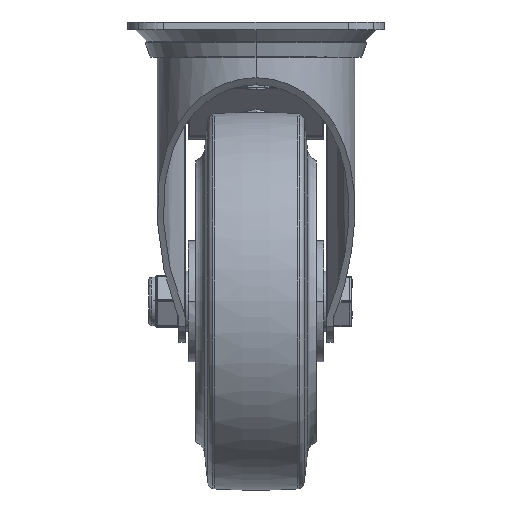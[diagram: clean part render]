
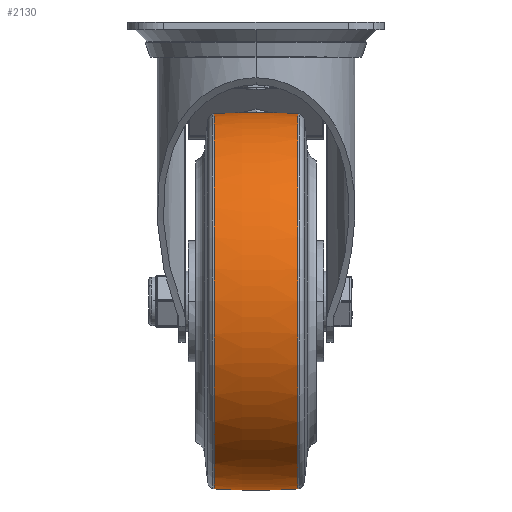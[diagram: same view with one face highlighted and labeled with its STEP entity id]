
A CAD part, left-side view. The second image highlights one B-rep face of the part: STEP entity #2130.
In plain terms, the highlighted toroidal (fillet/blend) face has major radius 178 mm and minor radius 240.5 mm.
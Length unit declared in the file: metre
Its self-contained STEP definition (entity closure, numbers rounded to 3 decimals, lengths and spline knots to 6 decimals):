
#2130=ADVANCED_FACE('67:3390',(#4057),#4058,.T.);
#4057=FACE_OUTER_BOUND('',#8135,.T.);
#4058=TOROIDAL_SURFACE('',#8136,-0.178,0.2405);
#8135=EDGE_LOOP('',(#18201,#18202,#18203,#18204));
#8136=AXIS2_PLACEMENT_3D('',#18205,#18206,#18207);
#18201=ORIENTED_EDGE('',*,*,#26295,.T.);
#18202=ORIENTED_EDGE('',*,*,#26316,.F.);
#18203=ORIENTED_EDGE('',*,*,#26297,.T.);
#18204=ORIENTED_EDGE('',*,*,#26315,.T.);
#18205=CARTESIAN_POINT('',(0.,0.,0.0));
#18206=DIRECTION('',(0.,-1.0,0.));
#18207=DIRECTION('',(0.0,0.,-1.0));
#26295=EDGE_CURVE('',#30408,#30403,#30409,.T.);
#26297=EDGE_CURVE('',#30405,#30410,#30412,.T.);
#26315=EDGE_CURVE('67:3426',#30410,#30408,#30438,.T.);
#26316=EDGE_CURVE('67:3429',#30405,#30403,#30439,.T.);
#30403=VERTEX_POINT('',#37177);
#30405=VERTEX_POINT('',#37179);
#30408=VERTEX_POINT('',#37182);
#30409=CIRCLE('',#37183,0.2405);
#30410=VERTEX_POINT('',#37184);
#30412=CIRCLE('',#37186,0.2405);
#30438=CIRCLE('',#37214,0.062104);
#30439=CIRCLE('',#37215,0.062104);
#37177=CARTESIAN_POINT('',(0.,-0.013797,-0.062104));
#37179=CARTESIAN_POINT('',(0.,-0.013797,0.062104));
#37182=CARTESIAN_POINT('',(0.,0.013797,-0.062104));
#37183=AXIS2_PLACEMENT_3D('',#47459,#47460,#47461);
#37184=CARTESIAN_POINT('',(0.,0.013797,0.062104));
#37186=AXIS2_PLACEMENT_3D('',#47465,#47466,#47467);
#37214=AXIS2_PLACEMENT_3D('',#47515,#47516,#47517);
#37215=AXIS2_PLACEMENT_3D('',#47518,#47519,#47520);
#47459=CARTESIAN_POINT('',(0.,0.,0.178));
#47460=DIRECTION('',(-1.0,0.,0.));
#47461=DIRECTION('',(0.,0.,-1.0));
#47465=CARTESIAN_POINT('',(0.,0.,-0.178));
#47466=DIRECTION('',(-1.0,0.,0.));
#47467=DIRECTION('',(0.,0.,1.0));
#47515=CARTESIAN_POINT('',(0.,0.013797,0.));
#47516=DIRECTION('',(0.,-1.0,0.));
#47517=DIRECTION('',(0.,0.0,1.0));
#47518=CARTESIAN_POINT('',(0.,-0.013797,0.));
#47519=DIRECTION('',(0.,-1.0,0.));
#47520=DIRECTION('',(0.,0.0,1.0));
